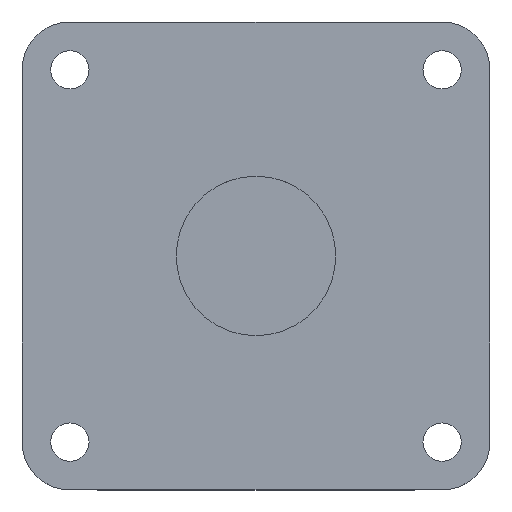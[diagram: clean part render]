
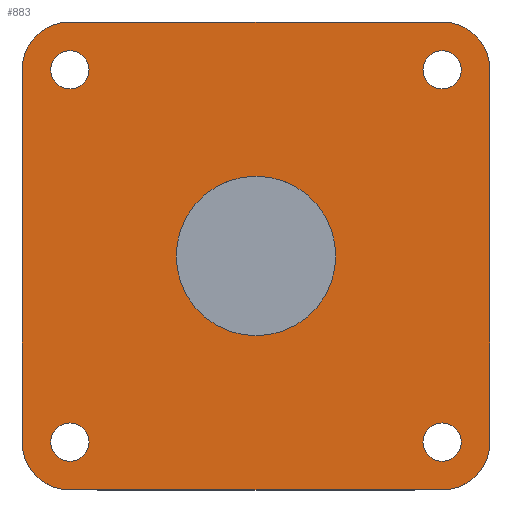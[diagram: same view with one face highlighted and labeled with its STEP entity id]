
A CAD part, top view. The second image highlights one B-rep face of the part: STEP entity #883.
In plain terms, the highlighted planar face has unit normal (0, 0, 1).
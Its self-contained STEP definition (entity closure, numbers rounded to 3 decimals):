
#56=LINE('',#1369,#142);
#66=LINE('',#1390,#152);
#76=LINE('',#1417,#162);
#94=LINE('',#1462,#180);
#142=VECTOR('',#1120,10.);
#152=VECTOR('',#1136,10.);
#162=VECTOR('',#1162,10.);
#180=VECTOR('',#1204,10.);
#216=PLANE('',#983);
#230=FACE_BOUND('',#339,.T.);
#231=FACE_BOUND('',#340,.T.);
#232=FACE_BOUND('',#341,.T.);
#233=FACE_BOUND('',#342,.T.);
#234=FACE_BOUND('',#343,.T.);
#280=FACE_OUTER_BOUND('',#338,.T.);
#338=EDGE_LOOP('',(#783,#784,#785,#786,#787,#788,#789,#790));
#339=EDGE_LOOP('',(#791));
#340=EDGE_LOOP('',(#792));
#341=EDGE_LOOP('',(#793));
#342=EDGE_LOOP('',(#794));
#343=EDGE_LOOP('',(#795));
#347=CIRCLE('',#907,9.);
#349=CIRCLE('',#910,9.);
#351=CIRCLE('',#913,9.);
#353=CIRCLE('',#916,9.);
#355=CIRCLE('',#920,37.5);
#367=CIRCLE('',#952,22.5);
#371=CIRCLE('',#963,22.5);
#375=CIRCLE('',#972,22.5);
#379=CIRCLE('',#982,22.5);
#381=VERTEX_POINT('',#1237);
#383=VERTEX_POINT('',#1242);
#385=VERTEX_POINT('',#1247);
#387=VERTEX_POINT('',#1252);
#389=VERTEX_POINT('',#1258);
#426=VERTEX_POINT('',#1366);
#427=VERTEX_POINT('',#1368);
#431=VERTEX_POINT('',#1378);
#435=VERTEX_POINT('',#1388);
#443=VERTEX_POINT('',#1414);
#444=VERTEX_POINT('',#1416);
#455=VERTEX_POINT('',#1450);
#459=VERTEX_POINT('',#1460);
#465=EDGE_CURVE('',#381,#381,#347,.T.);
#467=EDGE_CURVE('',#383,#383,#349,.T.);
#469=EDGE_CURVE('',#385,#385,#351,.T.);
#471=EDGE_CURVE('',#387,#387,#353,.T.);
#473=EDGE_CURVE('',#389,#389,#355,.T.);
#526=EDGE_CURVE('',#427,#426,#56,.T.);
#532=EDGE_CURVE('',#426,#431,#367,.T.);
#537=EDGE_CURVE('',#431,#435,#66,.T.);
#550=EDGE_CURVE('',#444,#443,#76,.T.);
#555=EDGE_CURVE('',#443,#427,#371,.T.);
#568=EDGE_CURVE('',#435,#455,#375,.T.);
#573=EDGE_CURVE('',#455,#459,#94,.T.);
#583=EDGE_CURVE('',#459,#444,#379,.T.);
#783=ORIENTED_EDGE('',*,*,#550,.T.);
#784=ORIENTED_EDGE('',*,*,#555,.T.);
#785=ORIENTED_EDGE('',*,*,#526,.T.);
#786=ORIENTED_EDGE('',*,*,#532,.T.);
#787=ORIENTED_EDGE('',*,*,#537,.T.);
#788=ORIENTED_EDGE('',*,*,#568,.T.);
#789=ORIENTED_EDGE('',*,*,#573,.T.);
#790=ORIENTED_EDGE('',*,*,#583,.T.);
#791=ORIENTED_EDGE('',*,*,#465,.T.);
#792=ORIENTED_EDGE('',*,*,#467,.T.);
#793=ORIENTED_EDGE('',*,*,#469,.T.);
#794=ORIENTED_EDGE('',*,*,#471,.T.);
#795=ORIENTED_EDGE('',*,*,#473,.T.);
#883=ADVANCED_FACE('',(#280,#230,#231,#232,#233,#234),#216,.T.);
#907=AXIS2_PLACEMENT_3D('',#1238,#991,#992);
#910=AXIS2_PLACEMENT_3D('',#1243,#997,#998);
#913=AXIS2_PLACEMENT_3D('',#1248,#1003,#1004);
#916=AXIS2_PLACEMENT_3D('',#1253,#1009,#1010);
#920=AXIS2_PLACEMENT_3D('',#1259,#1017,#1018);
#952=AXIS2_PLACEMENT_3D('',#1380,#1128,#1129);
#963=AXIS2_PLACEMENT_3D('',#1426,#1169,#1170);
#972=AXIS2_PLACEMENT_3D('',#1452,#1196,#1197);
#982=AXIS2_PLACEMENT_3D('',#1481,#1227,#1228);
#983=AXIS2_PLACEMENT_3D('',#1482,#1229,#1230);
#991=DIRECTION('center_axis',(0.,0.,-1.));
#992=DIRECTION('ref_axis',(1.,0.,0.));
#997=DIRECTION('center_axis',(0.,0.,-1.));
#998=DIRECTION('ref_axis',(1.,0.,0.));
#1003=DIRECTION('center_axis',(0.,0.,-1.));
#1004=DIRECTION('ref_axis',(1.,0.,0.));
#1009=DIRECTION('center_axis',(0.,0.,-1.));
#1010=DIRECTION('ref_axis',(1.,0.,0.));
#1017=DIRECTION('center_axis',(0.,0.,-1.));
#1018=DIRECTION('ref_axis',(-1.,0.,0.));
#1120=DIRECTION('',(1.,0.,0.));
#1128=DIRECTION('center_axis',(0.,0.,1.));
#1129=DIRECTION('ref_axis',(0.,-1.,0.));
#1136=DIRECTION('',(0.,1.,0.));
#1162=DIRECTION('',(0.,-1.,0.));
#1169=DIRECTION('center_axis',(0.,0.,1.));
#1170=DIRECTION('ref_axis',(-1.,0.,0.));
#1196=DIRECTION('center_axis',(0.,0.,1.));
#1197=DIRECTION('ref_axis',(1.,0.,0.));
#1204=DIRECTION('',(-1.,0.,0.));
#1227=DIRECTION('center_axis',(0.,0.,1.));
#1228=DIRECTION('ref_axis',(0.,1.,0.));
#1229=DIRECTION('center_axis',(0.,0.,1.));
#1230=DIRECTION('ref_axis',(1.,0.,0.));
#1237=CARTESIAN_POINT('',(96.5,87.5,0.));
#1238=CARTESIAN_POINT('Origin',(87.5,87.5,0.));
#1242=CARTESIAN_POINT('',(-78.5,-87.5,0.));
#1243=CARTESIAN_POINT('Origin',(-87.5,-87.5,0.));
#1247=CARTESIAN_POINT('',(96.5,-87.5,0.));
#1248=CARTESIAN_POINT('Origin',(87.5,-87.5,0.));
#1252=CARTESIAN_POINT('',(-78.5,87.5,0.));
#1253=CARTESIAN_POINT('Origin',(-87.5,87.5,0.));
#1258=CARTESIAN_POINT('',(37.5,0.,0.));
#1259=CARTESIAN_POINT('Origin',(0.,0.,0.));
#1366=CARTESIAN_POINT('',(87.5,-110.,0.));
#1368=CARTESIAN_POINT('',(-87.5,-110.,0.));
#1369=CARTESIAN_POINT('',(-87.5,-110.,0.));
#1378=CARTESIAN_POINT('',(110.,-87.5,0.));
#1380=CARTESIAN_POINT('Origin',(87.5,-87.5,0.));
#1388=CARTESIAN_POINT('',(110.,87.5,0.));
#1390=CARTESIAN_POINT('',(110.,-87.5,0.));
#1414=CARTESIAN_POINT('',(-110.,-87.5,0.));
#1416=CARTESIAN_POINT('',(-110.,87.5,0.));
#1417=CARTESIAN_POINT('',(-110.,87.5,0.));
#1426=CARTESIAN_POINT('Origin',(-87.5,-87.5,0.));
#1450=CARTESIAN_POINT('',(87.5,110.,0.));
#1452=CARTESIAN_POINT('Origin',(87.5,87.5,0.));
#1460=CARTESIAN_POINT('',(-87.5,110.,0.));
#1462=CARTESIAN_POINT('',(87.5,110.,0.));
#1481=CARTESIAN_POINT('Origin',(-87.5,87.5,0.));
#1482=CARTESIAN_POINT('Origin',(0.,0.,0.));
